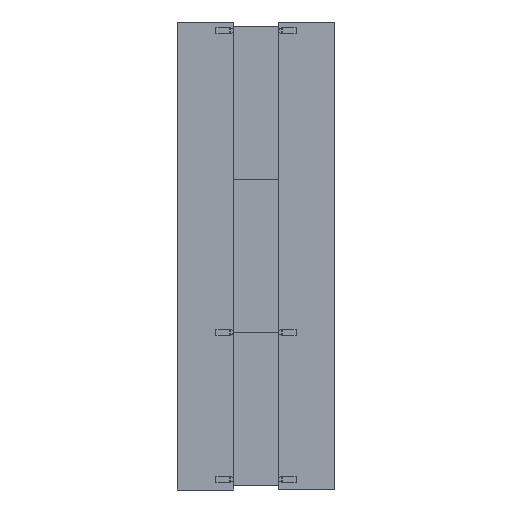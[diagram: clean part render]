
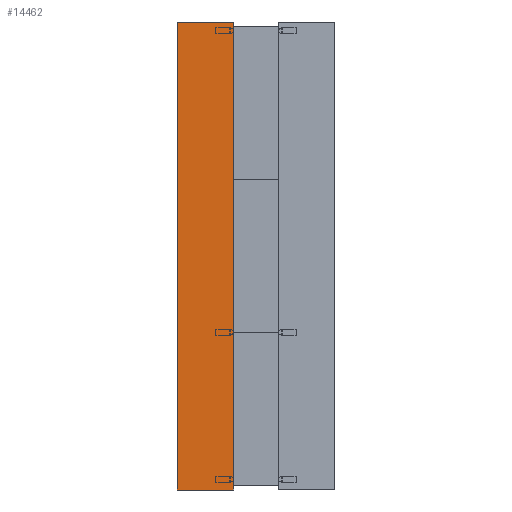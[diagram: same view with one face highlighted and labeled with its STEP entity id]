
A CAD part, front view. The second image highlights one B-rep face of the part: STEP entity #14462.
In plain terms, the highlighted planar face has unit normal (0, -1, 0).
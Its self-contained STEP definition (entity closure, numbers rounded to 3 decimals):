
#805 = PLANE ( 'NONE',  #15696 ) ;
#1273 = CARTESIAN_POINT ( 'NONE',  ( 1225., 0., -146.85 ) ) ;
#2200 = ORIENTED_EDGE ( 'NONE', *, *, #5786, .F. ) ;
#2224 = DIRECTION ( 'NONE',  ( 0., 1., 0. ) ) ;
#2938 = LINE ( 'NONE', #8903, #12833 ) ;
#3398 = VERTEX_POINT ( 'NONE', #1273 ) ;
#3549 = ORIENTED_EDGE ( 'NONE', *, *, #16424, .T. ) ;
#3638 = FACE_OUTER_BOUND ( 'NONE', #16530, .T. ) ;
#5786 = EDGE_CURVE ( 'NONE', #12178, #12898, #7837, .T. ) ;
#6068 = VECTOR ( 'NONE', #7476, 1000. ) ;
#6474 = LINE ( 'NONE', #12533, #6068 ) ;
#7476 = DIRECTION ( 'NONE',  ( -1., 0., 0. ) ) ;
#7837 = LINE ( 'NONE', #11506, #11240 ) ;
#7893 = EDGE_CURVE ( 'NONE', #3398, #13752, #9406, .T. ) ;
#8903 = CARTESIAN_POINT ( 'NONE',  ( 1225., 0., 146.85 ) ) ;
#9406 = LINE ( 'NONE', #15266, #15657 ) ;
#10072 = CARTESIAN_POINT ( 'NONE',  ( 1225., 0., 146.85 ) ) ;
#10159 = DIRECTION ( 'NONE',  ( -1., 0., 0. ) ) ;
#11156 = EDGE_CURVE ( 'NONE', #3398, #12178, #6474, .T. ) ;
#11240 = VECTOR ( 'NONE', #11842, 1000. ) ;
#11344 = DIRECTION ( 'NONE',  ( 0., 0., 1. ) ) ;
#11506 = CARTESIAN_POINT ( 'NONE',  ( -1225., 0., -146.85 ) ) ;
#11842 = DIRECTION ( 'NONE',  ( 0., 0., 1. ) ) ;
#12163 = ORIENTED_EDGE ( 'NONE', *, *, #7893, .T. ) ;
#12178 = VERTEX_POINT ( 'NONE', #15856 ) ;
#12355 = ORIENTED_EDGE ( 'NONE', *, *, #11156, .F. ) ;
#12533 = CARTESIAN_POINT ( 'NONE',  ( 1225., 0., -146.85 ) ) ;
#12833 = VECTOR ( 'NONE', #10159, 1000. ) ;
#12898 = VERTEX_POINT ( 'NONE', #13952 ) ;
#13752 = VERTEX_POINT ( 'NONE', #13838 ) ;
#13838 = CARTESIAN_POINT ( 'NONE',  ( 1225., 0., 146.85 ) ) ;
#13952 = CARTESIAN_POINT ( 'NONE',  ( -1225., 0., 146.85 ) ) ;
#14462 = ADVANCED_FACE ( 'NONE', ( #3638 ), #805, .F. ) ;
#14705 = DIRECTION ( 'NONE',  ( 0., 0., 1. ) ) ;
#15266 = CARTESIAN_POINT ( 'NONE',  ( 1225., 0., -146.85 ) ) ;
#15657 = VECTOR ( 'NONE', #14705, 1000. ) ;
#15696 = AXIS2_PLACEMENT_3D ( 'NONE', #10072, #2224, #11344 ) ;
#15856 = CARTESIAN_POINT ( 'NONE',  ( -1225., 0., -146.85 ) ) ;
#16424 = EDGE_CURVE ( 'NONE', #13752, #12898, #2938, .T. ) ;
#16530 = EDGE_LOOP ( 'NONE', ( #12355, #12163, #3549, #2200 ) ) ;
